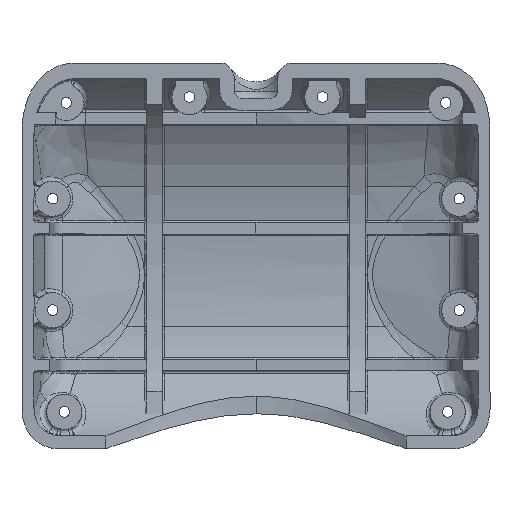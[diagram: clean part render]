
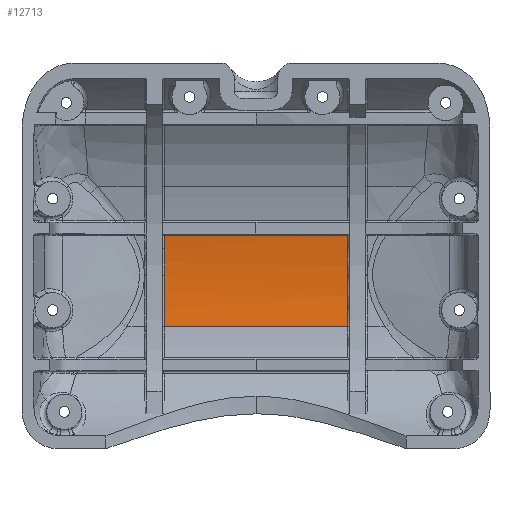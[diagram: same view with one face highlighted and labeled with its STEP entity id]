
A CAD part, top view. The second image highlights one B-rep face of the part: STEP entity #12713.
In plain terms, the highlighted cylindrical face has radius 87 mm (diameter 174 mm), a partial arc.
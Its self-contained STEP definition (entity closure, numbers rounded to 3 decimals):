
#181 = CARTESIAN_POINT ( 'NONE',  ( 23.5, -13.174, 154.003 ) ) ;
#193 = CARTESIAN_POINT ( 'NONE',  ( -23.5, -13.174, 154.003 ) ) ;
#194 = CARTESIAN_POINT ( 'NONE',  ( 23.5, 10.058, 153.583 ) ) ;
#544 = CARTESIAN_POINT ( 'NONE',  ( -23.5, 0., 153. ) ) ;
#545 = CARTESIAN_POINT ( 'NONE',  ( -23.5, 10.058, 153.583 ) ) ;
#1972 = DIRECTION ( 'NONE',  ( 0., 0., 1. ) ) ;
#1973 = CARTESIAN_POINT ( 'NONE',  ( 73., 0., 240. ) ) ;
#1974 = DIRECTION ( 'NONE',  ( -1., 0., 0. ) ) ;
#3299 = ORIENTED_EDGE ( 'NONE', *, *, #13368, .F. ) ;
#3300 = ORIENTED_EDGE ( 'NONE', *, *, #13367, .T. ) ;
#3301 = ORIENTED_EDGE ( 'NONE', *, *, #13369, .T. ) ;
#3302 = ORIENTED_EDGE ( 'NONE', *, *, #23673, .T. ) ;
#3303 = ORIENTED_EDGE ( 'NONE', *, *, #13366, .T. ) ;
#3618 = VERTEX_POINT ( 'NONE', #194 ) ;
#3619 = VERTEX_POINT ( 'NONE', #193 ) ;
#3631 = VERTEX_POINT ( 'NONE', #181 ) ;
#4092 = AXIS2_PLACEMENT_3D ( 'NONE', #17635, #17636, #17637 ) ;
#4093 = AXIS2_PLACEMENT_3D ( 'NONE', #17640, #17641, #17642 ) ;
#4217 = AXIS2_PLACEMENT_3D ( 'NONE', #11698, #11699, #11700 ) ;
#8450 = FACE_OUTER_BOUND ( 'NONE', #19501, .T. ) ;
#8460 = CYLINDRICAL_SURFACE ( 'NONE', #25320, 87. ) ;
#11698 = CARTESIAN_POINT ( 'NONE',  ( -23.5, 0., 240. ) ) ;
#11699 = DIRECTION ( 'NONE',  ( -1., 0., 0. ) ) ;
#11700 = DIRECTION ( 'NONE',  ( 0., 0., -1. ) ) ;
#12594 = VERTEX_POINT ( 'NONE', #544 ) ;
#12595 = VERTEX_POINT ( 'NONE', #545 ) ;
#12713 = ADVANCED_FACE ( 'NONE', ( #8450 ), #8460, .F. ) ;
#13366 = EDGE_CURVE ( 'NONE', #12594, #3619, #13983, .T. ) ;
#13367 = EDGE_CURVE ( 'NONE', #3631, #3618, #13980, .T. ) ;
#13368 = EDGE_CURVE ( 'NONE', #3631, #3619, #13985, .T. ) ;
#13369 = EDGE_CURVE ( 'NONE', #3618, #12595, #13986, .T. ) ;
#13980 = CIRCLE ( 'NONE', #4093, 87. ) ;
#13983 = CIRCLE ( 'NONE', #4092, 87. ) ;
#13985 = LINE ( 'NONE', #17626, #13987 ) ;
#13986 = LINE ( 'NONE', #17643, #13989 ) ;
#13987 = VECTOR ( 'NONE', #17634, 1000. ) ;
#13989 = VECTOR ( 'NONE', #17644, 1000. ) ;
#14342 = CIRCLE ( 'NONE', #4217, 87. ) ;
#17626 = CARTESIAN_POINT ( 'NONE',  ( 73., -13.174, 154.003 ) ) ;
#17634 = DIRECTION ( 'NONE',  ( -1., 0., 0. ) ) ;
#17635 = CARTESIAN_POINT ( 'NONE',  ( -23.5, 0., 240. ) ) ;
#17636 = DIRECTION ( 'NONE',  ( -1., 0., 0. ) ) ;
#17637 = DIRECTION ( 'NONE',  ( 0., 0., -1. ) ) ;
#17640 = CARTESIAN_POINT ( 'NONE',  ( 23.5, 0., 240. ) ) ;
#17641 = DIRECTION ( 'NONE',  ( 1., 0., 0. ) ) ;
#17642 = DIRECTION ( 'NONE',  ( 0., 0., 1. ) ) ;
#17643 = CARTESIAN_POINT ( 'NONE',  ( 73., 10.058, 153.583 ) ) ;
#17644 = DIRECTION ( 'NONE',  ( -1., 0., 0. ) ) ;
#19501 = EDGE_LOOP ( 'NONE', ( #3299, #3300, #3301, #3302, #3303 ) ) ;
#23673 = EDGE_CURVE ( 'NONE', #12595, #12594, #14342, .T. ) ;
#25320 = AXIS2_PLACEMENT_3D ( 'NONE', #1973, #1974, #1972 ) ;
